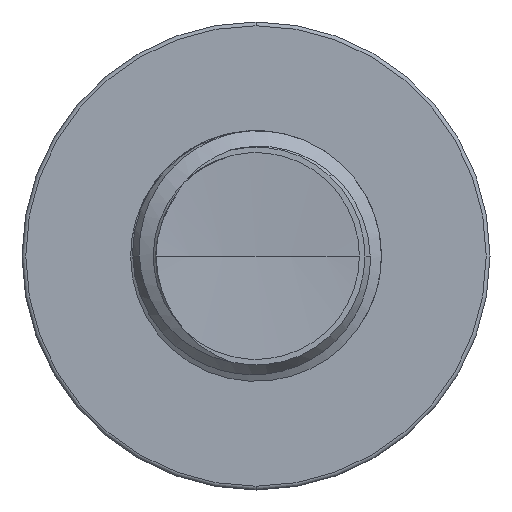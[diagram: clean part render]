
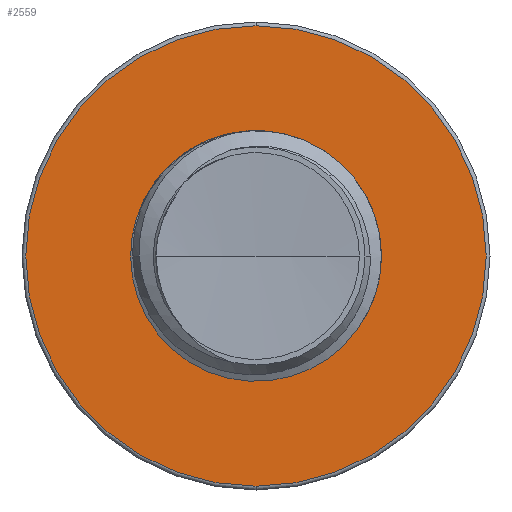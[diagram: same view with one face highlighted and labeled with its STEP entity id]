
A CAD part, front view. The second image highlights one B-rep face of the part: STEP entity #2559.
In plain terms, the highlighted planar face has unit normal (0, -1, 0).
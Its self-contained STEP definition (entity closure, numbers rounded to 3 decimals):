
#122 = FACE_BOUND ( 'NONE', #6281, .T. ) ;
#807 = EDGE_LOOP ( 'NONE', ( #12651, #14086 ) ) ;
#1250 = DIRECTION ( 'NONE',  ( 0., 0., -1. ) ) ;
#1265 = DIRECTION ( 'NONE',  ( 0., -1., 0. ) ) ;
#1278 = CARTESIAN_POINT ( 'NONE',  ( 0., 3.5, 0. ) ) ;
#1701 = CIRCLE ( 'NONE', #11355, 1.436 ) ;
#2306 = AXIS2_PLACEMENT_3D ( 'NONE', #7338, #7324, #7295 ) ;
#2327 = DIRECTION ( 'NONE',  ( 0., 0., -1. ) ) ;
#2346 = DIRECTION ( 'NONE',  ( 0., -1., 0. ) ) ;
#2362 = CARTESIAN_POINT ( 'NONE',  ( 0., 3.5, 0. ) ) ;
#2397 = CARTESIAN_POINT ( 'NONE',  ( 0., 3.5, 2.755 ) ) ;
#2440 = EDGE_CURVE ( 'NONE', #14109, #13386, #12806, .T. ) ;
#2559 = ADVANCED_FACE ( 'NONE', ( #2978, #122 ), #6716, .T. ) ;
#2642 = EDGE_CURVE ( 'NONE', #4747, #5737, #9076, .T. ) ;
#2978 = FACE_OUTER_BOUND ( 'NONE', #807, .T. ) ;
#4747 = VERTEX_POINT ( 'NONE', #13413 ) ;
#5550 = AXIS2_PLACEMENT_3D ( 'NONE', #6039, #6032, #6014 ) ;
#5671 = AXIS2_PLACEMENT_3D ( 'NONE', #2362, #2346, #2327 ) ;
#5737 = VERTEX_POINT ( 'NONE', #8774 ) ;
#6014 = DIRECTION ( 'NONE',  ( 0., 0., -1. ) ) ;
#6032 = DIRECTION ( 'NONE',  ( 0., -1., 0. ) ) ;
#6039 = CARTESIAN_POINT ( 'NONE',  ( 0., 3.5, 0. ) ) ;
#6281 = EDGE_LOOP ( 'NONE', ( #13724, #13079 ) ) ;
#6382 = AXIS2_PLACEMENT_3D ( 'NONE', #7021, #6687, #6685 ) ;
#6685 = DIRECTION ( 'NONE',  ( 0., 0., -1. ) ) ;
#6687 = DIRECTION ( 'NONE',  ( 0., -1., 0. ) ) ;
#6716 = PLANE ( 'NONE',  #6382 ) ;
#7021 = CARTESIAN_POINT ( 'NONE',  ( 0., 3.5, 1.436 ) ) ;
#7295 = DIRECTION ( 'NONE',  ( 0., 0., -1. ) ) ;
#7324 = DIRECTION ( 'NONE',  ( 0., -1., 0. ) ) ;
#7338 = CARTESIAN_POINT ( 'NONE',  ( 0., 3.5, 0. ) ) ;
#7684 = EDGE_CURVE ( 'NONE', #13386, #14109, #14330, .T. ) ;
#8414 = EDGE_CURVE ( 'NONE', #5737, #4747, #1701, .T. ) ;
#8774 = CARTESIAN_POINT ( 'NONE',  ( 0., 3.5, 1.436 ) ) ;
#9076 = CIRCLE ( 'NONE', #5550, 1.436 ) ;
#11355 = AXIS2_PLACEMENT_3D ( 'NONE', #1278, #1265, #1250 ) ;
#11395 = CARTESIAN_POINT ( 'NONE',  ( 0., 3.5, -2.755 ) ) ;
#12651 = ORIENTED_EDGE ( 'NONE', *, *, #2440, .T. ) ;
#12806 = CIRCLE ( 'NONE', #2306, 2.755 ) ;
#13079 = ORIENTED_EDGE ( 'NONE', *, *, #8414, .F. ) ;
#13386 = VERTEX_POINT ( 'NONE', #2397 ) ;
#13413 = CARTESIAN_POINT ( 'NONE',  ( 0., 3.5, -1.436 ) ) ;
#13724 = ORIENTED_EDGE ( 'NONE', *, *, #2642, .F. ) ;
#14086 = ORIENTED_EDGE ( 'NONE', *, *, #7684, .T. ) ;
#14109 = VERTEX_POINT ( 'NONE', #11395 ) ;
#14330 = CIRCLE ( 'NONE', #5671, 2.755 ) ;
